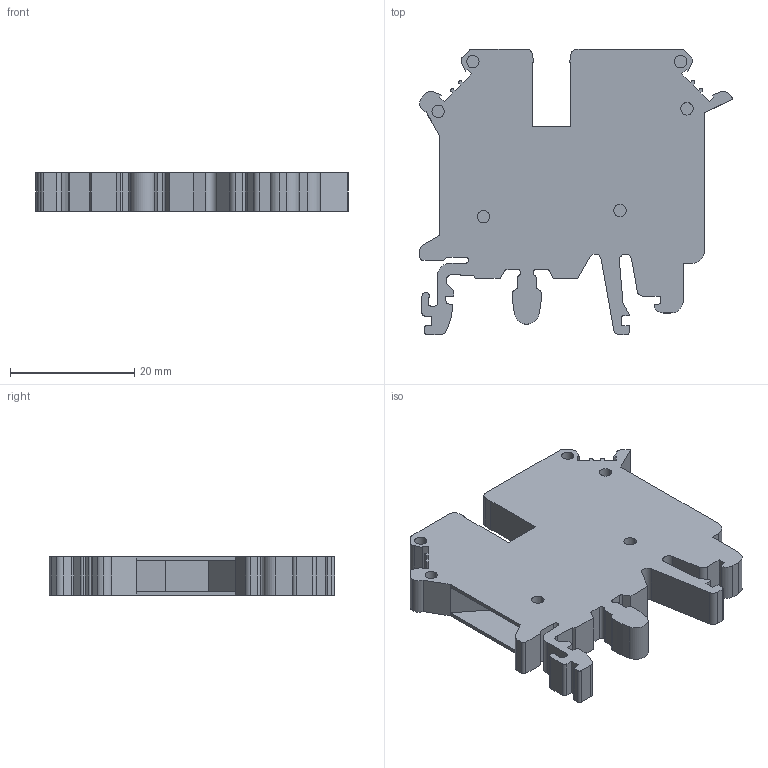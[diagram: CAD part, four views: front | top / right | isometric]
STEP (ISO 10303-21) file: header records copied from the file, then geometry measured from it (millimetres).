
FILE_DESCRIPTION((''),'2;1');
FILE_NAME('PRT0001','2024-04-11T',('Administrator'),(''),'PRO/ENGINEER BY PARAMETRIC TECHNOLOGY CORPORATION, 2013230','PRO/ENGINEER BY PARAMETRIC TECHNOLOGY CORPORATION, 2013230','');
FILE_SCHEMA(('AUTOMOTIVE_DESIGN { 1 0 10303 214 1 1 1 1 }'));
Length unit declared in the file: millimetre
Products named in the file (1): PRT0001
Bounding box: 50.34 x 46 x 6.2 mm (x, y, z)
Volume: 8233.3 mm3; surface area: 5905.2 mm2
Topology: 1 solids, 1 shells, 196 faces, 548 edges, 364 vertices
Faces by surface type: plane 127, cylinder 69
Entity records: 8031 total; most frequent: CARTESIAN_POINT 1110, ORIENTED_EDGE 1096, DIRECTION 1078, PRESENTATION_STYLE_ASSIGNMENT 550, STYLED_ITEM 550, CURVE_STYLE 548, EDGE_CURVE 548, VECTOR 410
